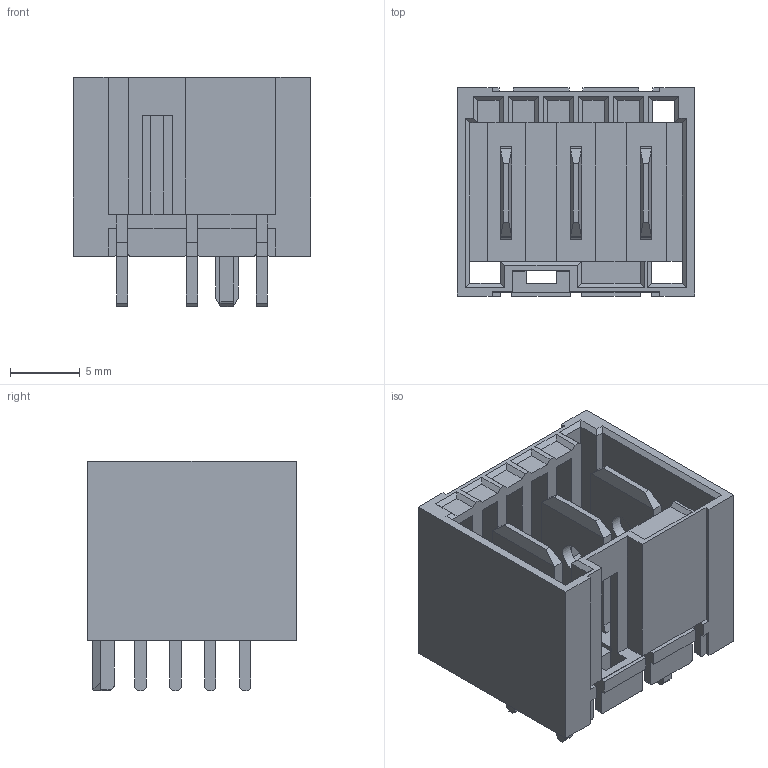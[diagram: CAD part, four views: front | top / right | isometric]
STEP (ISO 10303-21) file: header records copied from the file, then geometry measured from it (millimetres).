
FILE_DESCRIPTION(/* description */ ('Unknown'),/* implementation_level */ '2;1');
FILE_NAME(/* name */ 'J_Wurth_WR-RAST_637101110703',/* time_stamp */ '2025-08-29T13:58:53+08:00',/* author */ ('Unknown'),/* organization */ ('Unknown'),/* preprocessor_version */ 'ST-DEVELOPER v19.4',/* originating_system */ 'Solid Edge',/* authorisation */ 'Unknown');
FILE_SCHEMA (('AUTOMOTIVE_DESIGN {1 0 10303 214 3 1 1}'));
Length unit declared in the file: millimetre
Products named in the file (2): J_Wurth_WR-RAST_637101110703
Assembly tree (1 placements, depth 2):
  J_Wurth_WR-RAST_637101110703
    J_Wurth_WR-RAST_637101110703
Bounding box: 17 x 14.9 x 16.4 mm (x, y, z)
Volume: 1182.3 mm3; surface area: 2948.5 mm2
Topology: 1 solids, 1 shells, 385 faces, 1146 edges, 743 vertices
Faces by surface type: plane 356, cylinder 29
Full cylindrical faces by diameter (mm): 2 x3
Entity records: 15420 total; most frequent: ORIENTED_EDGE 2286, CARTESIAN_POINT 2273, DIRECTION 1977, EDGE_CURVE 1143, LINE 1083, VECTOR 1083, VERTEX_POINT 743, AXIS2_PLACEMENT_3D 447
